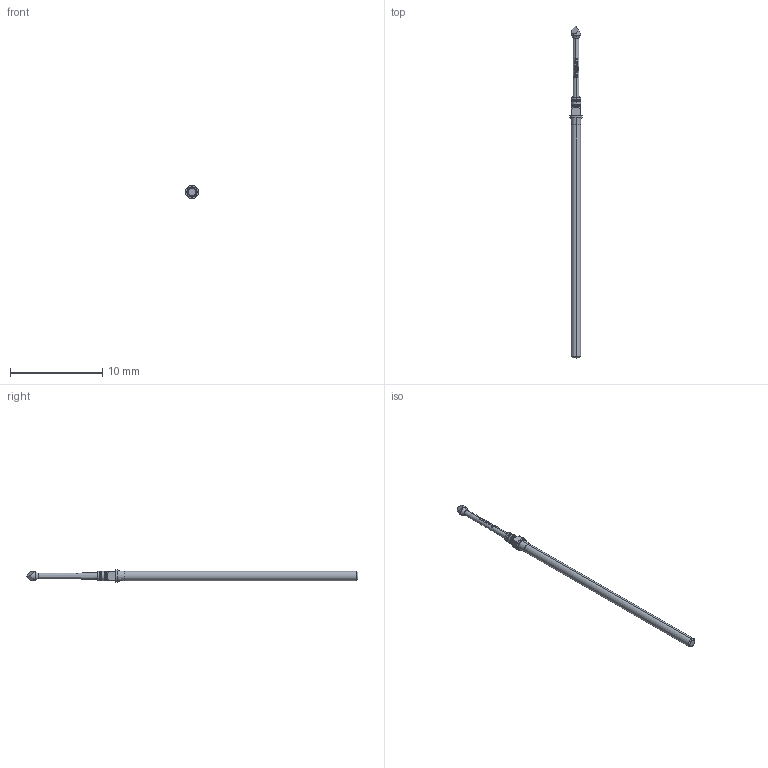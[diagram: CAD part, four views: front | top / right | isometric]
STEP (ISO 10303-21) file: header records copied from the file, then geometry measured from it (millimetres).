
FILE_DESCRIPTION (( 'STEP AP203' ), '1' );
FILE_NAME ('INGUN_GKS-075_207_100_A_xx02_M.STEP', '2021-09-29T05:35:16', ( 'ochi' ), ( '' ), 'SwSTEP 2.0', 'SolidWorks 2018', '' );
FILE_SCHEMA (( 'CONFIG_CONTROL_DESIGN' ));
Length unit declared in the file: millimetre
Products named in the file (1): INGUN_GKS-075_207_100_A_xx02_M
Bounding box: 1.4 x 35.9 x 1.4 mm (x, y, z)
Volume: 25.1 mm3; surface area: 108.3 mm2
Topology: 1 solids, 1 shells, 109 faces, 285 edges, 181 vertices
Faces by surface type: bspline 51, cone 24, plane 14, cylinder 12, torus 8
Entity records: 4397 total; most frequent: CARTESIAN_POINT 2135, ORIENTED_EDGE 570, EDGE_CURVE 285, DIRECTION 267, B_SPLINE_CURVE_WITH_KNOTS 183, VERTEX_POINT 181, EDGE_LOOP 112, AXIS2_PLACEMENT_3D 111
